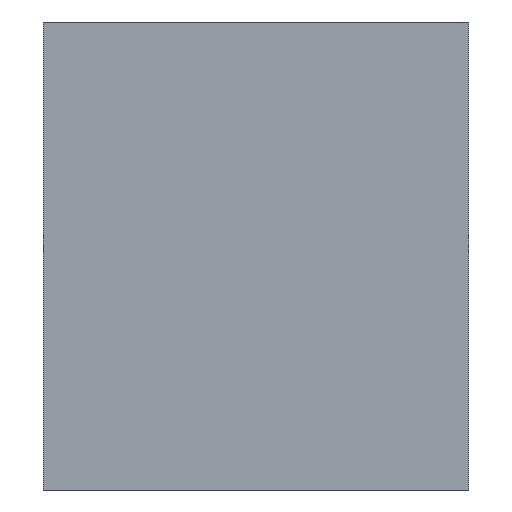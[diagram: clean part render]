
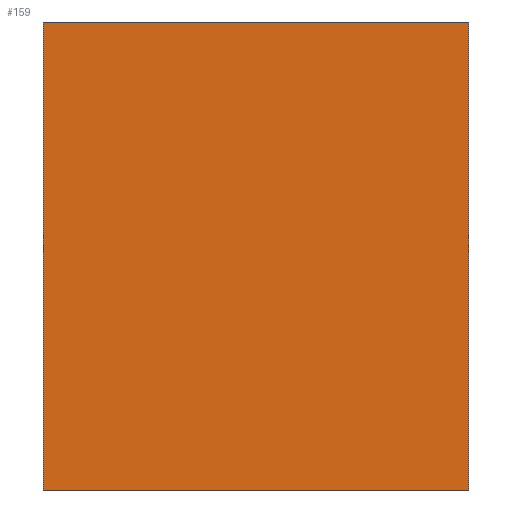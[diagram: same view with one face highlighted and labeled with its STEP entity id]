
A CAD part, left-side view. The second image highlights one B-rep face of the part: STEP entity #159.
In plain terms, the highlighted planar face has unit normal (-1, 0, 0).
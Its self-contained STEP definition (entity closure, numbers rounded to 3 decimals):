
#21=PLANE('',#193);
#29=FACE_OUTER_BOUND('',#37,.T.);
#37=EDGE_LOOP('',(#131,#132,#133,#134));
#53=LINE('',#272,#67);
#54=LINE('',#275,#68);
#55=LINE('',#277,#69);
#56=LINE('',#278,#70);
#67=VECTOR('',#227,10.);
#68=VECTOR('',#230,10.);
#69=VECTOR('',#231,10.);
#70=VECTOR('',#232,10.);
#89=VERTEX_POINT('',#268);
#90=VERTEX_POINT('',#270);
#91=VERTEX_POINT('',#274);
#92=VERTEX_POINT('',#276);
#107=EDGE_CURVE('',#89,#90,#53,.T.);
#108=EDGE_CURVE('',#91,#89,#54,.T.);
#109=EDGE_CURVE('',#92,#90,#55,.T.);
#110=EDGE_CURVE('',#91,#92,#56,.T.);
#131=ORIENTED_EDGE('',*,*,#108,.T.);
#132=ORIENTED_EDGE('',*,*,#107,.T.);
#133=ORIENTED_EDGE('',*,*,#109,.F.);
#134=ORIENTED_EDGE('',*,*,#110,.F.);
#159=ADVANCED_FACE('',(#29),#21,.T.);
#193=AXIS2_PLACEMENT_3D('',#273,#228,#229);
#227=DIRECTION('',(0.,1.,0.));
#228=DIRECTION('center_axis',(-1.,0.,0.));
#229=DIRECTION('ref_axis',(0.,0.,1.));
#230=DIRECTION('',(0.,0.,1.));
#231=DIRECTION('',(0.,0.,1.));
#232=DIRECTION('',(0.,1.,0.));
#268=CARTESIAN_POINT('',(-100.,0.,11.));
#270=CARTESIAN_POINT('',(-100.,20.,11.));
#272=CARTESIAN_POINT('',(-100.,0.,11.));
#273=CARTESIAN_POINT('Origin',(-100.,0.,-11.));
#274=CARTESIAN_POINT('',(-100.,0.,-11.));
#275=CARTESIAN_POINT('',(-100.,0.,-11.));
#276=CARTESIAN_POINT('',(-100.,20.,-11.));
#277=CARTESIAN_POINT('',(-100.,20.,-11.));
#278=CARTESIAN_POINT('',(-100.,0.,-11.));
